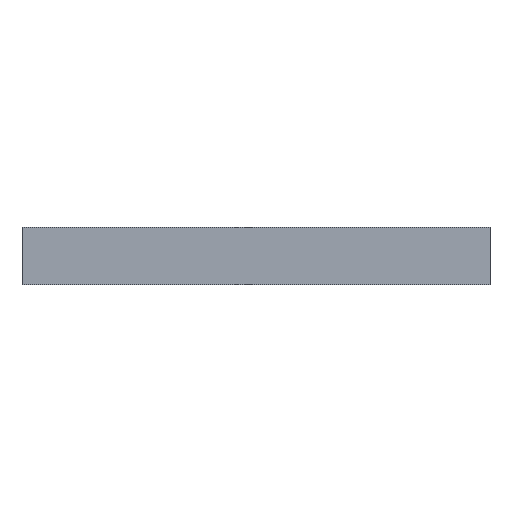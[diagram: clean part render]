
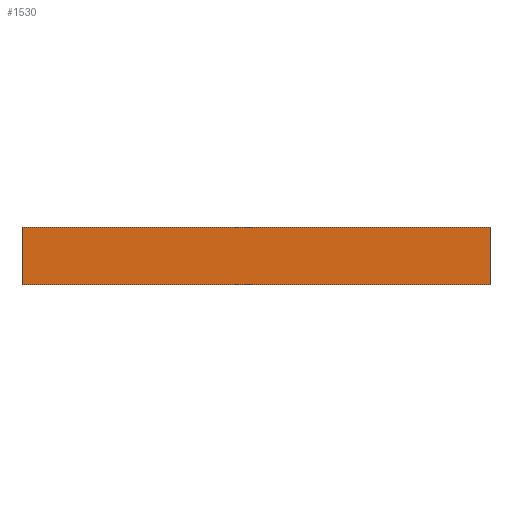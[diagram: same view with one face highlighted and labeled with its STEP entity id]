
A CAD part, left-side view. The second image highlights one B-rep face of the part: STEP entity #1530.
In plain terms, the highlighted planar face has unit normal (-1, 0, 0).
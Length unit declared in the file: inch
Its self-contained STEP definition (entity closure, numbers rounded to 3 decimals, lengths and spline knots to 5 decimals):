
#114=PLANE('',#1675);
#185=FACE_OUTER_BOUND('',#316,.T.);
#316=EDGE_LOOP('',(#1388,#1389,#1390,#1391));
#392=LINE('',#2360,#539);
#394=LINE('',#2364,#541);
#463=LINE('',#2501,#610);
#464=LINE('',#2503,#611);
#539=VECTOR('',#1941,0.3937);
#541=VECTOR('',#1945,0.3937);
#610=VECTOR('',#2082,0.3937);
#611=VECTOR('',#2085,0.3937);
#773=VERTEX_POINT('',#2357);
#774=VERTEX_POINT('',#2359);
#775=VERTEX_POINT('',#2363);
#809=VERTEX_POINT('',#2499);
#944=EDGE_CURVE('',#773,#774,#392,.T.);
#946=EDGE_CURVE('',#775,#774,#394,.T.);
#1015=EDGE_CURVE('',#773,#809,#463,.T.);
#1016=EDGE_CURVE('',#775,#809,#464,.T.);
#1388=ORIENTED_EDGE('',*,*,#1015,.T.);
#1389=ORIENTED_EDGE('',*,*,#1016,.F.);
#1390=ORIENTED_EDGE('',*,*,#946,.T.);
#1391=ORIENTED_EDGE('',*,*,#944,.F.);
#1530=ADVANCED_FACE('',(#185),#114,.T.);
#1675=AXIS2_PLACEMENT_3D('',#2502,#2083,#2084);
#1941=DIRECTION('',(0.,0.,-1.));
#1945=DIRECTION('',(0.,-1.,0.));
#2082=DIRECTION('',(0.,1.,0.));
#2083=DIRECTION('center_axis',(-1.,0.,0.));
#2084=DIRECTION('ref_axis',(0.,0.,1.));
#2085=DIRECTION('',(0.,0.,1.));
#2357=CARTESIAN_POINT('',(-2.45,-5.29035,1.3));
#2359=CARTESIAN_POINT('',(-2.45,-5.29035,0.));
#2360=CARTESIAN_POINT('',(-2.45,-5.29035,0.));
#2363=CARTESIAN_POINT('',(-2.45,5.29035,0.));
#2364=CARTESIAN_POINT('',(-2.45,0.,0.));
#2499=CARTESIAN_POINT('',(-2.45,5.29035,1.3));
#2501=CARTESIAN_POINT('',(-2.45,0.,1.3));
#2502=CARTESIAN_POINT('Origin',(-2.45,0.,0.));
#2503=CARTESIAN_POINT('',(-2.45,5.29035,0.));
